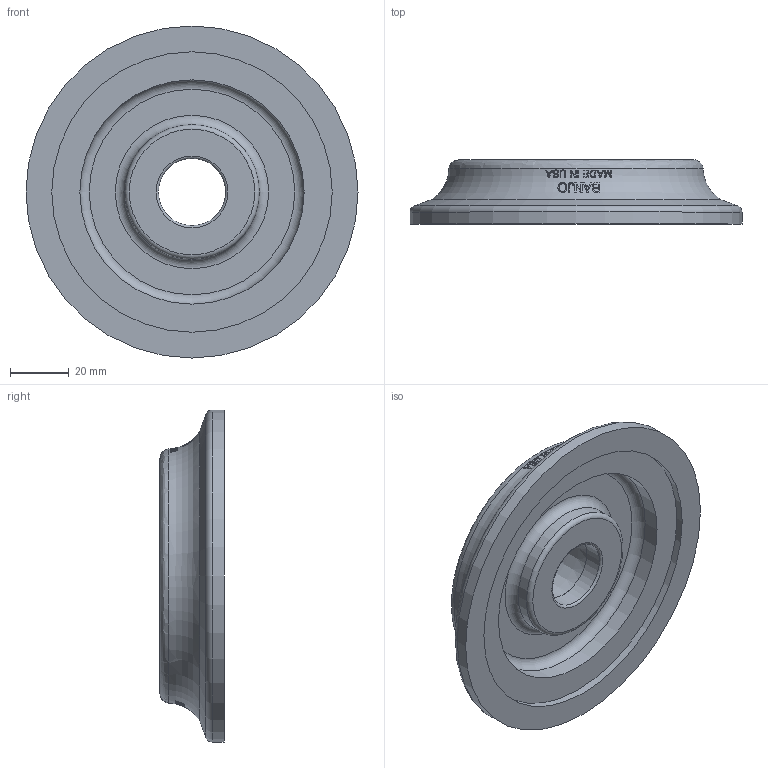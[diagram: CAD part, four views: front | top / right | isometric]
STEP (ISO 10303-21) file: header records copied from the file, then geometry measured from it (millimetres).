
FILE_DESCRIPTION(/* description */ ('3" FLANGE PLUG W/ 3/4" NPT'),/* implementation_level */ '2;1');
FILE_NAME(/* name */ 'M300PLG075.stp',/* time_stamp */ '2019-12-18T15:13:20-05:00',/* author */ ('areid'),/* organization */ (''),/* preprocessor_version */ 'ST-DEVELOPER v17.2',/* originating_system */ 'Autodesk Inventor 2019',/* authorisation */ '');
FILE_SCHEMA (('AUTOMOTIVE_DESIGN { 1 0 10303 214 3 1 1 }'));
Length unit declared in the file: inch
Products named in the file (2): M300PLG075; M300PLG075X
Assembly tree (1 placements, depth 2):
  M300PLG075
    M300PLG075X
Bounding box: 112.78 x 21.84 x 112.78 mm (x, y, z)
Volume: 111777.5 mm3; surface area: 28489 mm2
Topology: 1 solids, 1 shells, 313 faces, 844 edges, 568 vertices
Faces by surface type: plane 156, bspline 113, torus 37, cylinder 5, cone 2
Full cylindrical faces by diameter (mm): 22.86 x1, 45.72 x1, 76.2 x1, 95.25 x1, 112.776 x1
Entity records: 12398 total; most frequent: CARTESIAN_POINT 5340, ORIENTED_EDGE 1688, DIRECTION 1059, EDGE_CURVE 844, VERTEX_POINT 568, AXIS2_PLACEMENT_3D 395, B_SPLINE_CURVE_WITH_KNOTS 383, EDGE_LOOP 350
